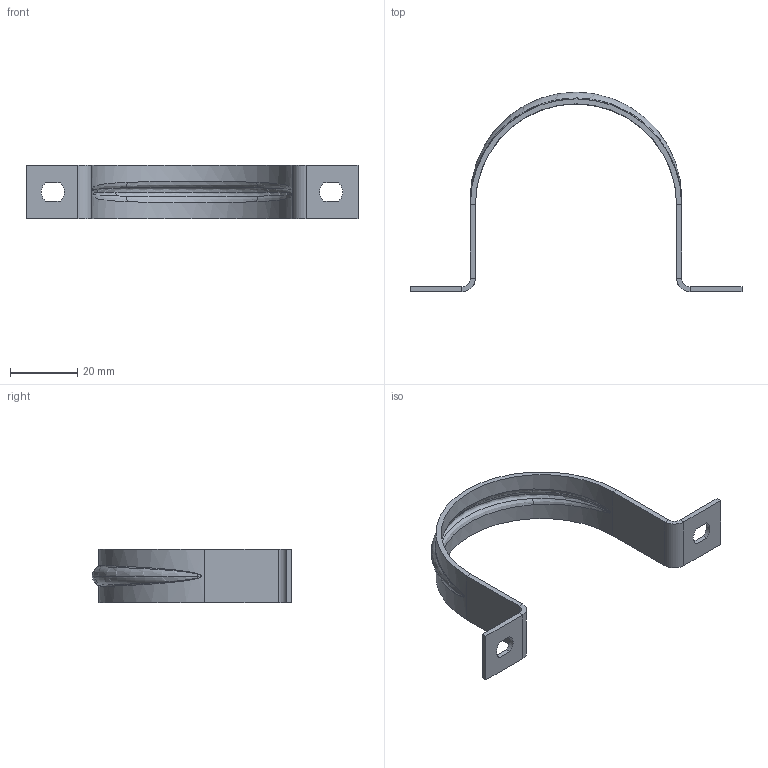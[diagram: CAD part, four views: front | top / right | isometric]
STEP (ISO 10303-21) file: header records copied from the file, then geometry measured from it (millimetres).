
FILE_DESCRIPTION (( 'STEP AP214' ), '1' );
FILE_NAME ('016148.stp', '2023-07-28T08:09:48', ( '' ), ( '' ), 'SwSTEP 2.0', 'SolidWorks 2022', '' );
FILE_SCHEMA (( 'AUTOMOTIVE_DESIGN' ));
Length unit declared in the file: millimetre
Products named in the file (1): 016148
Bounding box: 99 x 59.5 x 16 mm (x, y, z)
Volume: 4401.9 mm3; surface area: 6530 mm2
Topology: 1 solids, 1 shells, 58 faces, 130 edges, 76 vertices
Faces by surface type: plane 28, torus 12, cylinder 10, bspline 8
Entity records: 3164 total; most frequent: CARTESIAN_POINT 1887, ORIENTED_EDGE 260, DIRECTION 250, EDGE_CURVE 130, AXIS2_PLACEMENT_3D 93, VERTEX_POINT 76, EDGE_LOOP 64, VECTOR 64
